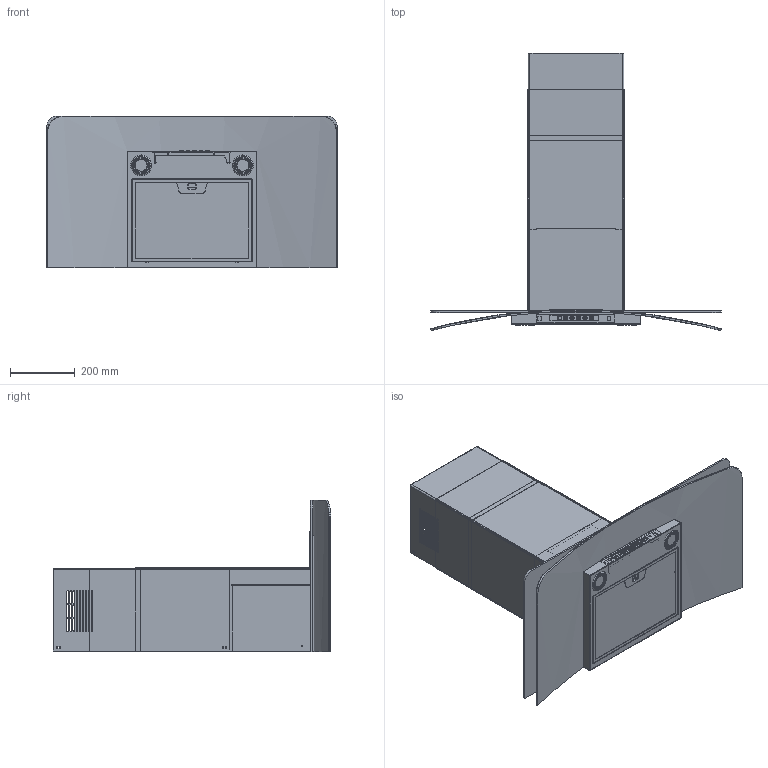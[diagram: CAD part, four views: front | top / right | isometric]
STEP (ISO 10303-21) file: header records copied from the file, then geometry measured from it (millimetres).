
FILE_DESCRIPTION((''),'2;1');
FILE_NAME('AP9_752_ASM','2016-09-16T',('MN049'),(''),'PRO/ENGINEER BY PARAMETRIC TECHNOLOGY CORPORATION, 2014200','PRO/ENGINEER BY PARAMETRIC TECHNOLOGY CORPORATION, 2014200','');
FILE_SCHEMA(('CONFIG_CONTROL_DESIGN'));
Length unit declared in the file: millimetre
Products named in the file (17): AP9_070; AP9_746_ASM; CME_057; CME_705_AF0_ASM; CME_705_AF1_ASM; AN6_710_SKEL; CWA_000B; CWA_4008; AN6_760_ASM; FIA_509; K37_014; K37_015; K37_016; K37_711_ASM; AP9_776_ASM; AP9_001; AP9_752_ASM
Assembly tree (17 placements, depth 4):
  AP9_752_ASM
    AP9_776_ASM
      AP9_746_ASM
        AP9_070
      CME_705_AF0_ASM
        CME_057
      CME_705_AF1_ASM
        CME_057
      AN6_760_ASM
        AN6_710_SKEL
        CWA_000B
        CWA_4008
      FIA_509
      K37_711_ASM
        K37_014
        K37_015
        K37_016
    AP9_001
Bounding box: 898 x 857.93 x 470 mm (x, y, z)
Volume: 28067655 mm3; surface area: 6206869.3 mm2
Topology: 19 solids, 26 shells, 4557 faces, 11859 edges, 7526 vertices
Faces by surface type: plane 2841, cylinder 1052, bspline 309, cone 163, torus 156, sphere 36
Entity records: 150502 total; most frequent: CARTESIAN_POINT 47556, ORIENTED_EDGE 21856, DIRECTION 20217, EDGE_CURVE 11021, VECTOR 7865, LINE 7865, VERTEX_POINT 6990, AXIS2_PLACEMENT_3D 6176
